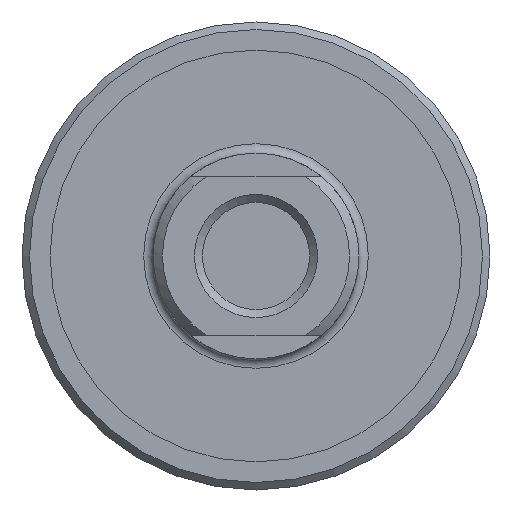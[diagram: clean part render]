
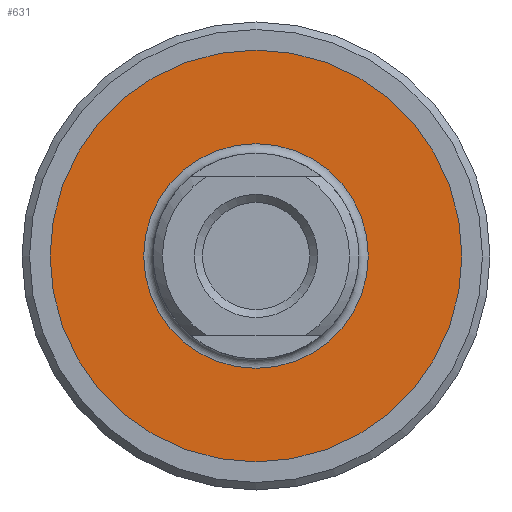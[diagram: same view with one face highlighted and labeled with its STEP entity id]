
A CAD part, front view. The second image highlights one B-rep face of the part: STEP entity #631.
In plain terms, the highlighted planar face has unit normal (0, -1, 0).
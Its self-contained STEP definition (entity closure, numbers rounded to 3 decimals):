
#32=FACE_BOUND('',#197,.T.);
#147=FACE_OUTER_BOUND('',#196,.T.);
#196=EDGE_LOOP('',(#517));
#197=EDGE_LOOP('',(#518));
#245=CIRCLE('',#728,22.8);
#246=CIRCLE('',#730,12.);
#298=VERTEX_POINT('',#1101);
#299=VERTEX_POINT('',#1105);
#375=EDGE_CURVE('',#298,#298,#245,.T.);
#376=EDGE_CURVE('',#299,#299,#246,.T.);
#517=ORIENTED_EDGE('',*,*,#375,.F.);
#518=ORIENTED_EDGE('',*,*,#376,.F.);
#596=PLANE('',#729);
#631=ADVANCED_FACE('',(#147,#32),#596,.F.);
#728=AXIS2_PLACEMENT_3D('',#1103,#900,#901);
#729=AXIS2_PLACEMENT_3D('',#1104,#902,#903);
#730=AXIS2_PLACEMENT_3D('',#1106,#904,#905);
#900=DIRECTION('center_axis',(0.,1.,0.));
#901=DIRECTION('ref_axis',(1.,0.,0.));
#902=DIRECTION('center_axis',(0.,1.,0.));
#903=DIRECTION('ref_axis',(-1.,0.,0.));
#904=DIRECTION('center_axis',(0.,-1.,0.));
#905=DIRECTION('ref_axis',(1.,0.,0.));
#1101=CARTESIAN_POINT('',(-5.443,-36.194,-22.8));
#1103=CARTESIAN_POINT('Origin',(-5.443,-36.194,0.));
#1104=CARTESIAN_POINT('Origin',(-5.443,-36.194,22.));
#1105=CARTESIAN_POINT('',(-5.443,-36.194,12.));
#1106=CARTESIAN_POINT('Origin',(-5.443,-36.194,0.));
